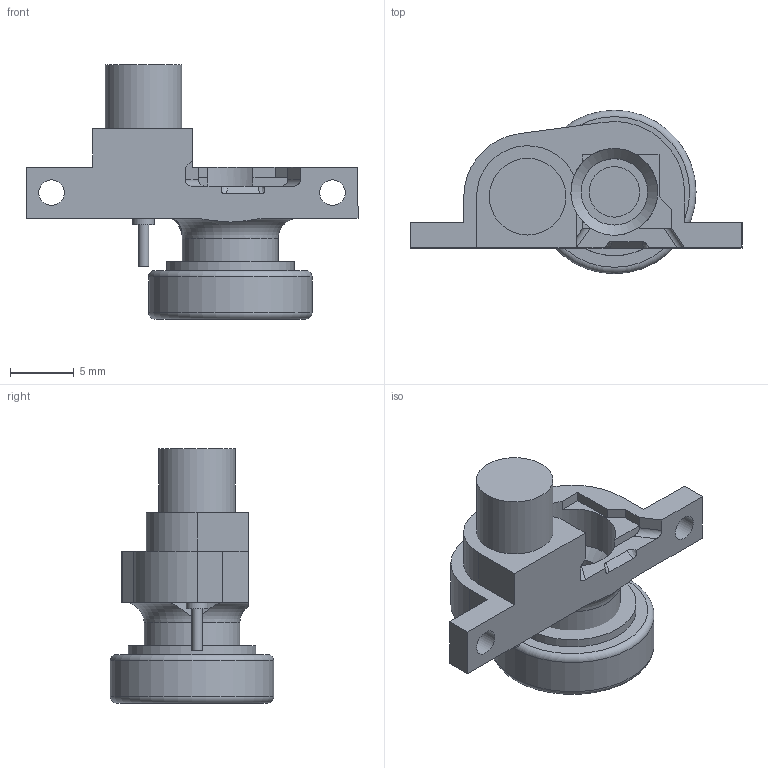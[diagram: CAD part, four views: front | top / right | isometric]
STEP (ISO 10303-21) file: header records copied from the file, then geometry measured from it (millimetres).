
FILE_DESCRIPTION(/* description */ (''),/* implementation_level */ '2;1');
FILE_NAME(/* name */ 'mount_model_L.step',/* time_stamp */ '2024-05-22T01:37:47+09:00',/* author */ (''),/* organization */ (''),/* preprocessor_version */ 'ST-DEVELOPER v20',/* originating_system */ 'Autodesk Translation Framework v13.14.0.145',/* authorisation */ '');
FILE_SCHEMA (('AUTOMOTIVE_DESIGN { 1 0 10303 214 3 1 1 }'));
Length unit declared in the file: millimetre
Products named in the file (5): mount_model; mount v1(ミラー); NFP-D0612 v1(ミラー); tiya v3(ミラー); コンポーネント1(ミラー)
Assembly tree (4 placements, depth 2):
  mount_model
    mount v1(ミラー)
    NFP-D0612 v1(ミラー)
    tiya v3(ミラー)
    コンポーネント1(ミラー)
Bounding box: 26 x 12.8 x 19.9 mm (x, y, z)
Volume: 1511.1 mm3; surface area: 1962.7 mm2
Topology: 4 solids, 4 shells, 72 faces, 178 edges, 118 vertices
Faces by surface type: plane 45, cylinder 21, torus 3, bspline 2, cone 1
Full cylindrical faces by diameter (mm): 0.8 x1, 1.7 x1, 2 x2, 3.5 x1, 3.95 x2, 5.2 x1, 5.95 x1, 6 x1, 6.8 x1, 7.5 x1, 10 x2, 12.8 x1
Entity records: 2493 total; most frequent: CARTESIAN_POINT 570, DIRECTION 388, ORIENTED_EDGE 356, EDGE_CURVE 178, AXIS2_PLACEMENT_3D 139, VERTEX_POINT 118, LINE 110, VECTOR 110
